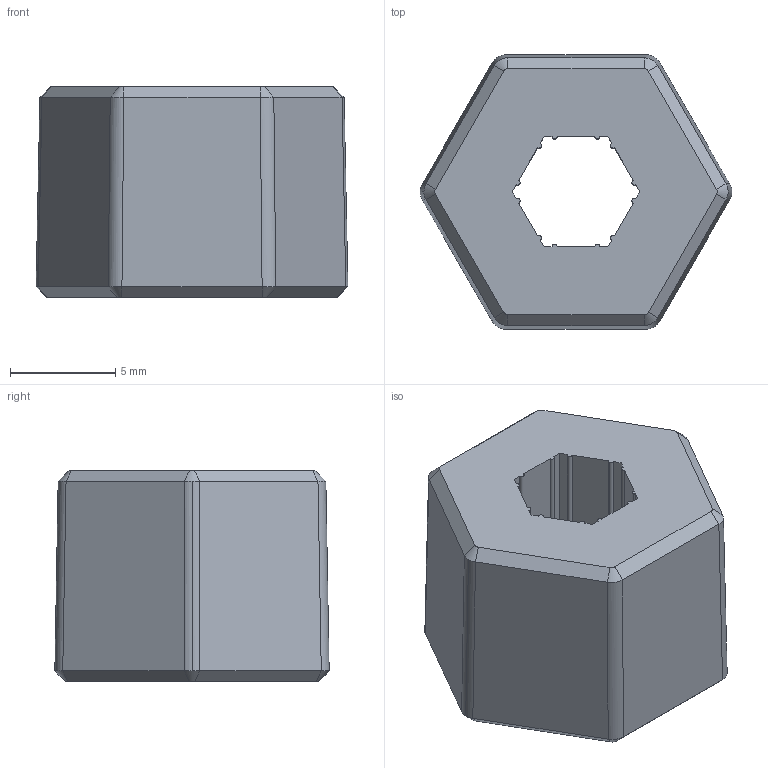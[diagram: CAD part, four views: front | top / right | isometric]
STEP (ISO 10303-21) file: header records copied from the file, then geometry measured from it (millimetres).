
FILE_DESCRIPTION (( 'STEP AP203' ), '1' );
FILE_NAME ('5mm hex adaptor.STEP', '2018-11-29T02:58:19', ( '' ), ( '' ), 'SwSTEP 2.0', 'SolidWorks 2018', '' );
FILE_SCHEMA (( 'CONFIG_CONTROL_DESIGN' ));
Length unit declared in the file: millimetre
Products named in the file (1): 5mm hex adaptor
Bounding box: 14.81 x 13.03 x 10 mm (x, y, z)
Volume: 754 mm3; surface area: 1533.8 mm2
Topology: 1 solids, 1 shells, 103 faces, 261 edges, 166 vertices
Faces by surface type: plane 68, cylinder 23, bspline 12
Entity records: 3378 total; most frequent: CARTESIAN_POINT 929, ORIENTED_EDGE 522, DIRECTION 427, EDGE_CURVE 261, LINE 179, VECTOR 179, VERTEX_POINT 166, AXIS2_PLACEMENT_3D 124
